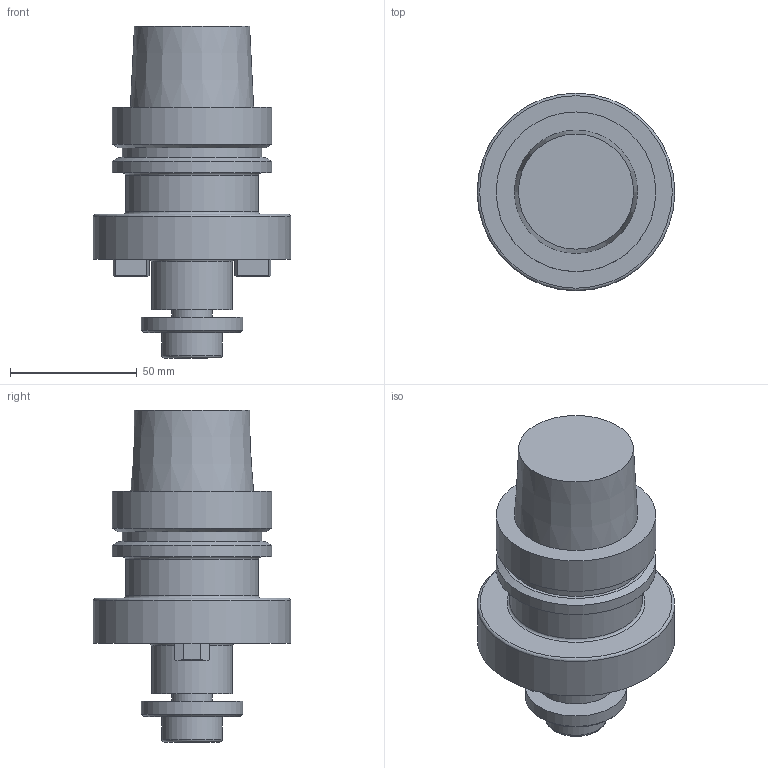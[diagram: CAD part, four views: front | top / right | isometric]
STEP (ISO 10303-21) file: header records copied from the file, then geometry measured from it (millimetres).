
FILE_DESCRIPTION(/* description */ (''),/* implementation_level */ '2;1');
FILE_NAME(/* name */ 'TOOLCOMP_1.STP',/* time_stamp */ '2022-11-10T12:22:18+01:00',/* author */ (''),/* organization */ ('SMS'),/* preprocessor_version */ 'ST-DEVELOPER v16.7',/* originating_system */ 'SIEMENS PLM Software NX 12.0',/* authorisation */ '');
FILE_SCHEMA (('AUTOMOTIVE_DESIGN { 1 0 10303 214 3 1 1 1 }'));
Length unit declared in the file: millimetre
Products named in the file (2): NOCUT_COMP20221110122053; TOOLCOMP_1
Assembly tree (1 placements, depth 2):
  TOOLCOMP_1
    NOCUT_COMP20221110122053
Bounding box: 78 x 78 x 131 mm (x, y, z)
Volume: 566374.1 mm3; surface area: 73922.6 mm2
Topology: 2 solids, 6 shells, 254 faces, 548 edges, 335 vertices
Faces by surface type: plane 162, cone 38, cylinder 36, torus 18
Full cylindrical faces by diameter (mm): 6 x4, 6.5 x4, 10 x4, 10.4 x4, 16 x2, 17 x2, 24 x2, 32 x2, 40 x2, 52.5 x2, 55 x2, 63 x4, 78 x2
Entity records: 6395 total; most frequent: CARTESIAN_POINT 1124, DIRECTION 1110, ORIENTED_EDGE 912, EDGE_CURVE 456, AXIS2_PLACEMENT_3D 421, EDGE_LOOP 356, VERTEX_POINT 312, LINE 268
